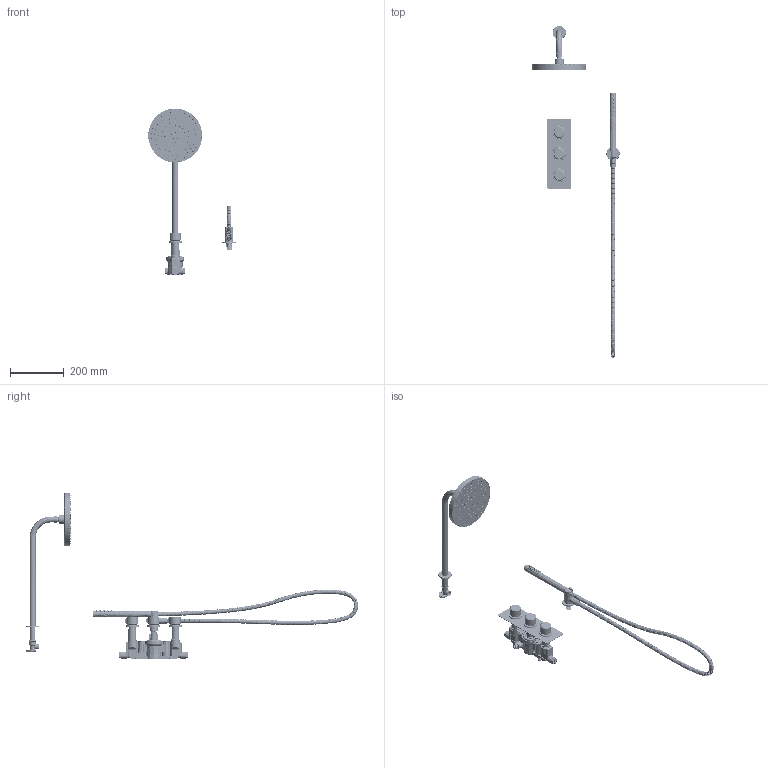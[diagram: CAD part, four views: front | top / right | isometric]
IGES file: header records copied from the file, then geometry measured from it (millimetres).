
Global section: file name: FORMET20B2CTR; native system: Autodesk Inventor 2020; preprocessor: unknown; author: rclarke; date: 20221130.100934; units: millimetre
Bounding box: 324.75 x 1233.49 x 619.95 mm (x, y, z)
Volume: 1784536.3 mm3; surface area: 762619 mm2
Topology: 100 solids, 116 shells, 8107 faces, 22266 edges, 15198 vertices
Faces by surface type: bspline 8107
